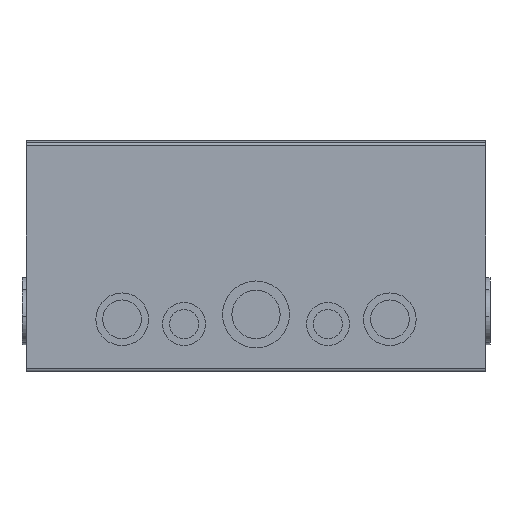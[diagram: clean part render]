
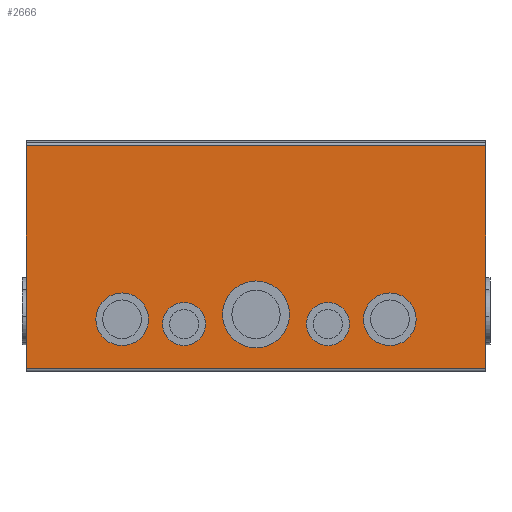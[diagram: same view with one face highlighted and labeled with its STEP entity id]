
A CAD part, left-side view. The second image highlights one B-rep face of the part: STEP entity #2666.
In plain terms, the highlighted planar face has unit normal (-1, 0, 0).
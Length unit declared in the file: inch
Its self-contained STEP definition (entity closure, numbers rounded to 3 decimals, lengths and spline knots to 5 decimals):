
#140 = VERTEX_POINT ( 'NONE', #10074 ) ;
#293 = VERTEX_POINT ( 'NONE', #2317 ) ;
#382 = AXIS2_PLACEMENT_3D ( 'NONE', #8119, #11965, #7983 ) ;
#414 = VECTOR ( 'NONE', #646, 39.37008 ) ;
#429 = LINE ( 'NONE', #7701, #11154 ) ;
#514 = DIRECTION ( 'NONE',  ( 0., 0., -1. ) ) ;
#538 = ORIENTED_EDGE ( 'NONE', *, *, #11376, .T. ) ;
#646 = DIRECTION ( 'NONE',  ( 0., 1., 0. ) ) ;
#652 = VERTEX_POINT ( 'NONE', #4095 ) ;
#656 = VECTOR ( 'NONE', #2832, 39.37008 ) ;
#701 = FACE_OUTER_BOUND ( 'NONE', #9965, .T. ) ;
#993 = ORIENTED_EDGE ( 'NONE', *, *, #4241, .T. ) ;
#1197 = ORIENTED_EDGE ( 'NONE', *, *, #6115, .F. ) ;
#1202 = AXIS2_PLACEMENT_3D ( 'NONE', #12506, #3174, #7211 ) ;
#1275 = CIRCLE ( 'NONE', #8662, 0.6875 ) ;
#1296 = DIRECTION ( 'NONE',  ( 0., 0., -1. ) ) ;
#1348 = AXIS2_PLACEMENT_3D ( 'NONE', #1633, #12629, #11770 ) ;
#1360 = CARTESIAN_POINT ( 'NONE',  ( -5., -3.5, 1.375 ) ) ;
#1425 = DIRECTION ( 'NONE',  ( -1., 0., 0. ) ) ;
#1518 = VERTEX_POINT ( 'NONE', #10460 ) ;
#1590 = EDGE_LOOP ( 'NONE', ( #6250, #538 ) ) ;
#1633 = CARTESIAN_POINT ( 'NONE',  ( -5., -3.5, 1.375 ) ) ;
#1682 = PLANE ( 'NONE',  #3342 ) ;
#1837 = LINE ( 'NONE', #1912, #656 ) ;
#1912 = CARTESIAN_POINT ( 'NONE',  ( -5., -6., 0.057 ) ) ;
#2049 = CARTESIAN_POINT ( 'NONE',  ( -5., -3.5, 2.0625 ) ) ;
#2135 = EDGE_CURVE ( 'NONE', #293, #10222, #6934, .T. ) ;
#2157 = CARTESIAN_POINT ( 'NONE',  ( -5., -6., 0.086 ) ) ;
#2282 = ORIENTED_EDGE ( 'NONE', *, *, #3642, .T. ) ;
#2293 = AXIS2_PLACEMENT_3D ( 'NONE', #8619, #10546, #11481 ) ;
#2295 = DIRECTION ( 'NONE',  ( 1., 0., 0. ) ) ;
#2317 = CARTESIAN_POINT ( 'NONE',  ( -5., 3.5, 2.0625 ) ) ;
#2376 = CARTESIAN_POINT ( 'NONE',  ( -5., 0., 0.625 ) ) ;
#2451 = EDGE_CURVE ( 'NONE', #140, #8141, #8021, .T. ) ;
#2476 = FACE_BOUND ( 'NONE', #1590, .T. ) ;
#2578 = ORIENTED_EDGE ( 'NONE', *, *, #11426, .T. ) ;
#2608 = CARTESIAN_POINT ( 'NONE',  ( -5., 6., 0.047 ) ) ;
#2666 = ADVANCED_FACE ( 'NONE', ( #701, #3527, #7648, #11691, #7443, #2476 ), #1682, .T. ) ;
#2728 = VERTEX_POINT ( 'NONE', #5579 ) ;
#2832 = DIRECTION ( 'NONE',  ( 0., 0., 1. ) ) ;
#2855 = DIRECTION ( 'NONE',  ( 0., 0., -1. ) ) ;
#2875 = DIRECTION ( 'NONE',  ( 1., 0., 0. ) ) ;
#2919 = CIRCLE ( 'NONE', #1202, 0.6875 ) ;
#3174 = DIRECTION ( 'NONE',  ( 1., 0., 0. ) ) ;
#3342 = AXIS2_PLACEMENT_3D ( 'NONE', #2608, #1425, #3464 ) ;
#3361 = DIRECTION ( 'NONE',  ( 1., 0., 0. ) ) ;
#3462 = DIRECTION ( 'NONE',  ( 1., 0., 0. ) ) ;
#3464 = DIRECTION ( 'NONE',  ( 0., 0., 1. ) ) ;
#3527 = FACE_BOUND ( 'NONE', #7920, .T. ) ;
#3642 = EDGE_CURVE ( 'NONE', #8141, #140, #9990, .T. ) ;
#4063 = VERTEX_POINT ( 'NONE', #2049 ) ;
#4095 = CARTESIAN_POINT ( 'NONE',  ( -5., 1.88, 0.6875 ) ) ;
#4241 = EDGE_CURVE ( 'NONE', #4063, #10943, #9590, .T. ) ;
#4343 = CARTESIAN_POINT ( 'NONE',  ( -5., 1.88, 1.25 ) ) ;
#4420 = CARTESIAN_POINT ( 'NONE',  ( -5., 6., 0.057 ) ) ;
#4445 = ORIENTED_EDGE ( 'NONE', *, *, #11758, .T. ) ;
#4512 = DIRECTION ( 'NONE',  ( 0., 1., 0. ) ) ;
#4839 = ORIENTED_EDGE ( 'NONE', *, *, #7311, .T. ) ;
#5001 = AXIS2_PLACEMENT_3D ( 'NONE', #4343, #8391, #9261 ) ;
#5040 = CARTESIAN_POINT ( 'NONE',  ( -5., -1.88, 1.25 ) ) ;
#5103 = DIRECTION ( 'NONE',  ( 0., 0., -1. ) ) ;
#5347 = CARTESIAN_POINT ( 'NONE',  ( -5., 1.88, 1.25 ) ) ;
#5366 = EDGE_CURVE ( 'NONE', #652, #6202, #5861, .T. ) ;
#5401 = LINE ( 'NONE', #4420, #12456 ) ;
#5425 = EDGE_CURVE ( 'NONE', #10222, #293, #2919, .T. ) ;
#5529 = CARTESIAN_POINT ( 'NONE',  ( -5., 3.5, 0.6875 ) ) ;
#5556 = CARTESIAN_POINT ( 'NONE',  ( -5., -1.88, 0.6875 ) ) ;
#5579 = CARTESIAN_POINT ( 'NONE',  ( -5., 6., 0.086 ) ) ;
#5672 = CIRCLE ( 'NONE', #9292, 0.5625 ) ;
#5861 = CIRCLE ( 'NONE', #5001, 0.5625 ) ;
#5911 = EDGE_CURVE ( 'NONE', #8411, #8573, #6270, .T. ) ;
#5988 = DIRECTION ( 'NONE',  ( 0., 0., -1. ) ) ;
#6115 = EDGE_CURVE ( 'NONE', #10587, #2728, #429, .T. ) ;
#6152 = AXIS2_PLACEMENT_3D ( 'NONE', #9575, #2295, #514 ) ;
#6202 = VERTEX_POINT ( 'NONE', #11680 ) ;
#6249 = ORIENTED_EDGE ( 'NONE', *, *, #5425, .T. ) ;
#6250 = ORIENTED_EDGE ( 'NONE', *, *, #5366, .T. ) ;
#6270 = CIRCLE ( 'NONE', #10496, 0.875 ) ;
#6341 = EDGE_LOOP ( 'NONE', ( #4445, #993 ) ) ;
#6822 = ORIENTED_EDGE ( 'NONE', *, *, #2451, .T. ) ;
#6934 = CIRCLE ( 'NONE', #382, 0.6875 ) ;
#6972 = ORIENTED_EDGE ( 'NONE', *, *, #2135, .T. ) ;
#7211 = DIRECTION ( 'NONE',  ( 0., 0., -1. ) ) ;
#7311 = EDGE_CURVE ( 'NONE', #12297, #2728, #5401, .T. ) ;
#7443 = FACE_BOUND ( 'NONE', #7663, .T. ) ;
#7648 = FACE_BOUND ( 'NONE', #8702, .T. ) ;
#7663 = EDGE_LOOP ( 'NONE', ( #6249, #6972 ) ) ;
#7701 = CARTESIAN_POINT ( 'NONE',  ( -5., -6., 0.086 ) ) ;
#7846 = CIRCLE ( 'NONE', #6152, 0.875 ) ;
#7918 = CARTESIAN_POINT ( 'NONE',  ( -5., 0., 1.5 ) ) ;
#7920 = EDGE_LOOP ( 'NONE', ( #8944, #8211 ) ) ;
#7983 = DIRECTION ( 'NONE',  ( 0., 0., -1. ) ) ;
#8021 = CIRCLE ( 'NONE', #2293, 0.5625 ) ;
#8119 = CARTESIAN_POINT ( 'NONE',  ( -5., 3.5, 1.375 ) ) ;
#8141 = VERTEX_POINT ( 'NONE', #5556 ) ;
#8155 = CARTESIAN_POINT ( 'NONE',  ( -5., 0., 2.375 ) ) ;
#8211 = ORIENTED_EDGE ( 'NONE', *, *, #5911, .T. ) ;
#8391 = DIRECTION ( 'NONE',  ( 1., 0., 0. ) ) ;
#8411 = VERTEX_POINT ( 'NONE', #8155 ) ;
#8466 = DIRECTION ( 'NONE',  ( 0., 0., -1. ) ) ;
#8573 = VERTEX_POINT ( 'NONE', #2376 ) ;
#8619 = CARTESIAN_POINT ( 'NONE',  ( -5., -1.88, 1.25 ) ) ;
#8646 = EDGE_CURVE ( 'NONE', #10587, #1518, #1837, .T. ) ;
#8662 = AXIS2_PLACEMENT_3D ( 'NONE', #1360, #3462, #1296 ) ;
#8702 = EDGE_LOOP ( 'NONE', ( #2282, #6822 ) ) ;
#8944 = ORIENTED_EDGE ( 'NONE', *, *, #8997, .T. ) ;
#8997 = EDGE_CURVE ( 'NONE', #8573, #8411, #7846, .T. ) ;
#9261 = DIRECTION ( 'NONE',  ( 0., 0., -1. ) ) ;
#9292 = AXIS2_PLACEMENT_3D ( 'NONE', #5347, #3361, #5103 ) ;
#9455 = CARTESIAN_POINT ( 'NONE',  ( -5., 6., 5.914 ) ) ;
#9575 = CARTESIAN_POINT ( 'NONE',  ( -5., 0., 1.5 ) ) ;
#9590 = CIRCLE ( 'NONE', #1348, 0.6875 ) ;
#9766 = LINE ( 'NONE', #9455, #414 ) ;
#9772 = AXIS2_PLACEMENT_3D ( 'NONE', #5040, #11011, #2855 ) ;
#9965 = EDGE_LOOP ( 'NONE', ( #4839, #1197, #12107, #2578 ) ) ;
#9990 = CIRCLE ( 'NONE', #9772, 0.5625 ) ;
#10019 = CARTESIAN_POINT ( 'NONE',  ( -5., -3.5, 0.6875 ) ) ;
#10074 = CARTESIAN_POINT ( 'NONE',  ( -5., -1.88, 1.8125 ) ) ;
#10222 = VERTEX_POINT ( 'NONE', #5529 ) ;
#10460 = CARTESIAN_POINT ( 'NONE',  ( -5., -6., 5.914 ) ) ;
#10496 = AXIS2_PLACEMENT_3D ( 'NONE', #7918, #2875, #5988 ) ;
#10546 = DIRECTION ( 'NONE',  ( 1., 0., 0. ) ) ;
#10587 = VERTEX_POINT ( 'NONE', #2157 ) ;
#10943 = VERTEX_POINT ( 'NONE', #10019 ) ;
#11011 = DIRECTION ( 'NONE',  ( 1., 0., 0. ) ) ;
#11154 = VECTOR ( 'NONE', #4512, 39.37008 ) ;
#11376 = EDGE_CURVE ( 'NONE', #6202, #652, #5672, .T. ) ;
#11426 = EDGE_CURVE ( 'NONE', #1518, #12297, #9766, .T. ) ;
#11481 = DIRECTION ( 'NONE',  ( 0., 0., -1. ) ) ;
#11680 = CARTESIAN_POINT ( 'NONE',  ( -5., 1.88, 1.8125 ) ) ;
#11691 = FACE_BOUND ( 'NONE', #6341, .T. ) ;
#11758 = EDGE_CURVE ( 'NONE', #10943, #4063, #1275, .T. ) ;
#11770 = DIRECTION ( 'NONE',  ( 0., 0., -1. ) ) ;
#11965 = DIRECTION ( 'NONE',  ( 1., 0., 0. ) ) ;
#12107 = ORIENTED_EDGE ( 'NONE', *, *, #8646, .T. ) ;
#12297 = VERTEX_POINT ( 'NONE', #12731 ) ;
#12456 = VECTOR ( 'NONE', #8466, 39.37008 ) ;
#12506 = CARTESIAN_POINT ( 'NONE',  ( -5., 3.5, 1.375 ) ) ;
#12629 = DIRECTION ( 'NONE',  ( 1., 0., 0. ) ) ;
#12731 = CARTESIAN_POINT ( 'NONE',  ( -5., 6., 5.914 ) ) ;
